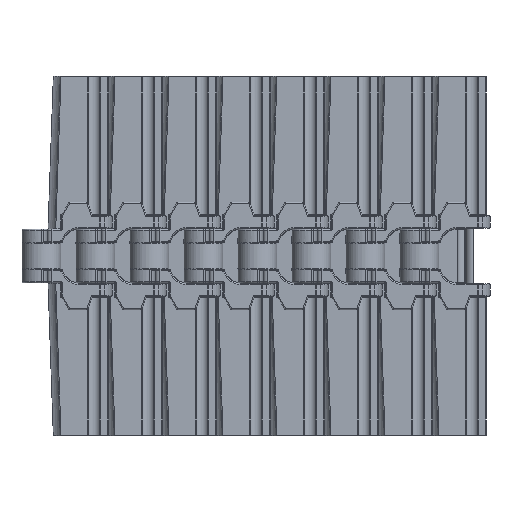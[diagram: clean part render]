
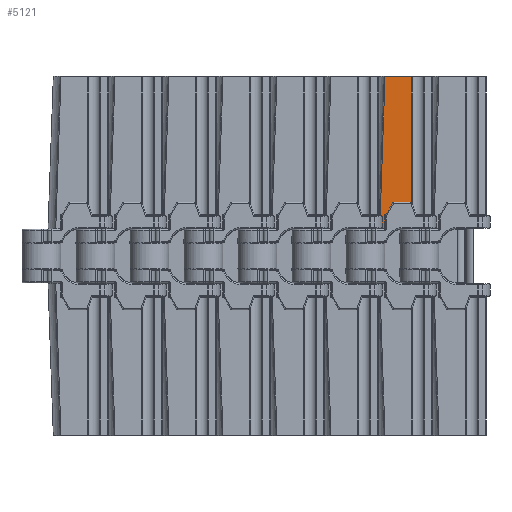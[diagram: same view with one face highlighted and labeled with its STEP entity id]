
A CAD part, front view. The second image highlights one B-rep face of the part: STEP entity #5121.
In plain terms, the highlighted planar face has unit normal (0, -1, 0).
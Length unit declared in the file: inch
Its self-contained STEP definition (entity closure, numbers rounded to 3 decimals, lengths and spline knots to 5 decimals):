
#827=DIRECTION('',(-1.,0.,0.));
#828=VECTOR('',#827,0.13778);
#829=CARTESIAN_POINT('',(-0.175,0.355,0.77));
#830=LINE('',#829,#828);
#835=DIRECTION('',(-0.035,0.,-0.999));
#836=VECTOR('',#835,4.20756);
#837=CARTESIAN_POINT('',(-0.16594,0.355,4.975));
#838=LINE('',#837,#836);
#843=DIRECTION('',(1.,0.,0.));
#844=VECTOR('',#843,0.74101);
#845=CARTESIAN_POINT('',(-0.16594,0.355,4.975));
#846=LINE('',#845,#844);
#3662=DIRECTION('',(-1.,0.,0.));
#3663=VECTOR('',#3662,0.75007);
#3664=CARTESIAN_POINT('',(0.57507,0.355,1.145));
#3665=LINE('',#3664,#3663);
#3955=DIRECTION('',(0.,0.,-1.));
#3956=VECTOR('',#3955,0.375);
#3957=CARTESIAN_POINT('',(-0.175,0.355,1.145));
#3958=LINE('',#3957,#3956);
#3974=DIRECTION('',(0.,0.,-1.));
#3975=VECTOR('',#3974,3.83);
#3976=CARTESIAN_POINT('',(0.57507,0.355,4.975));
#3977=LINE('',#3976,#3975);
#4348=CARTESIAN_POINT('',(-0.31278,0.355,0.77));
#4350=VERTEX_POINT('',#4348);
#4360=CARTESIAN_POINT('',(-0.175,0.355,0.77));
#4361=VERTEX_POINT('',#4360);
#4363=CARTESIAN_POINT('',(0.57507,0.355,4.975));
#4365=VERTEX_POINT('',#4363);
#4366=CARTESIAN_POINT('',(-0.16594,0.355,4.975));
#4368=VERTEX_POINT('',#4366);
#4374=CARTESIAN_POINT('',(0.57507,0.355,1.145));
#4375=VERTEX_POINT('',#4374);
#4562=CARTESIAN_POINT('',(-0.175,0.355,1.145));
#4563=VERTEX_POINT('',#4562);
#5104=CARTESIAN_POINT('',(-0.16,0.355,-5.));
#5105=DIRECTION('',(0.,-1.,0.));
#5106=DIRECTION('',(0.,0.,-1.));
#5107=AXIS2_PLACEMENT_3D('',#5104,#5105,#5106);
#5108=PLANE('',#5107);
#5109=ORIENTED_EDGE('',*,*,#4923,.F.);
#5111=ORIENTED_EDGE('',*,*,#5110,.T.);
#5113=ORIENTED_EDGE('',*,*,#5112,.T.);
#5115=ORIENTED_EDGE('',*,*,#5114,.T.);
#5117=ORIENTED_EDGE('',*,*,#5116,.T.);
#5118=ORIENTED_EDGE('',*,*,#5089,.T.);
#5119=EDGE_LOOP('',(#5109,#5111,#5113,#5115,#5117,#5118));
#5120=FACE_OUTER_BOUND('',#5119,.F.);
#4923=EDGE_CURVE('',#4368,#4350,#838,.T.);
#5089=EDGE_CURVE('',#4361,#4350,#830,.T.);
#5110=EDGE_CURVE('',#4368,#4365,#846,.T.);
#5112=EDGE_CURVE('',#4365,#4375,#3977,.T.);
#5114=EDGE_CURVE('',#4375,#4563,#3665,.T.);
#5116=EDGE_CURVE('',#4563,#4361,#3958,.T.);
#5121=ADVANCED_FACE('',(#5120),#5108,.T.);
